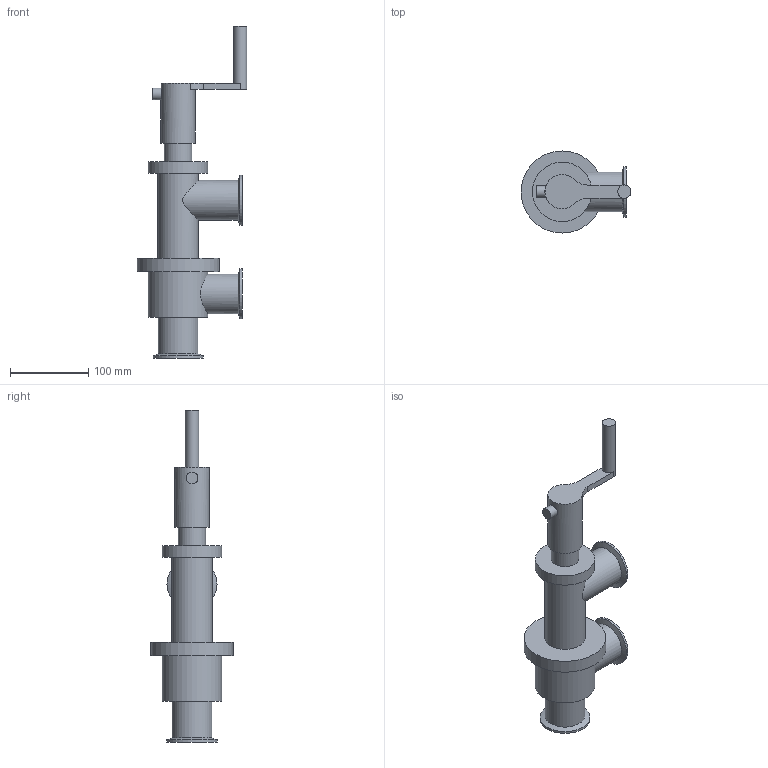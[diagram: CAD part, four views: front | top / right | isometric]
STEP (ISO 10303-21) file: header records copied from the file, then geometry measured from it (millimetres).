
FILE_DESCRIPTION(/* description */ (''),/* implementation_level */ '2;1');
FILE_NAME(/* name */ 'WFM_C._20.stp',/* time_stamp */ '2021-08-19T18:02:11+09:00',/* author */ ('m'),/* organization */ (''),/* preprocessor_version */ 'ST-DEVELOPER v18.1',/* originating_system */ 'Autodesk Inventor 2021',/* authorisation */ '');
FILE_SCHEMA (('AUTOMOTIVE_DESIGN { 1 0 10303 214 3 1 1 }'));
Length unit declared in the file: millimetre
Products named in the file (1): WFM_C._20
Bounding box: 140.5 x 105 x 424.9 mm (x, y, z)
Volume: 971164.3 mm3; surface area: 155468 mm2
Topology: 3 solids, 3 shells, 42 faces, 80 edges, 52 vertices
Faces by surface type: cylinder 21, plane 18, cone 3
Full cylindrical faces by diameter (mm): 15 x1, 17 x1, 35 x1, 44 x1, 47.8 x3, 50.8 x3, 52 x1, 64 x3, 76 x1, 76.3 x1, 105 x1
Entity records: 1399 total; most frequent: CARTESIAN_POINT 491, DIRECTION 190, ORIENTED_EDGE 160, EDGE_CURVE 80, AXIS2_PLACEMENT_3D 79, VERTEX_POINT 52, EDGE_LOOP 50, FACE_OUTER_BOUND 42
